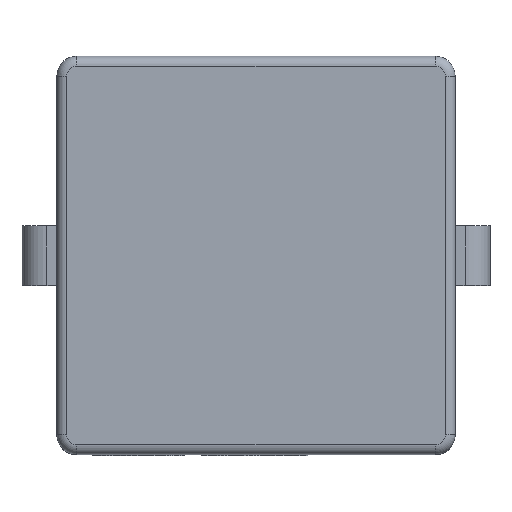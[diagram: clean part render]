
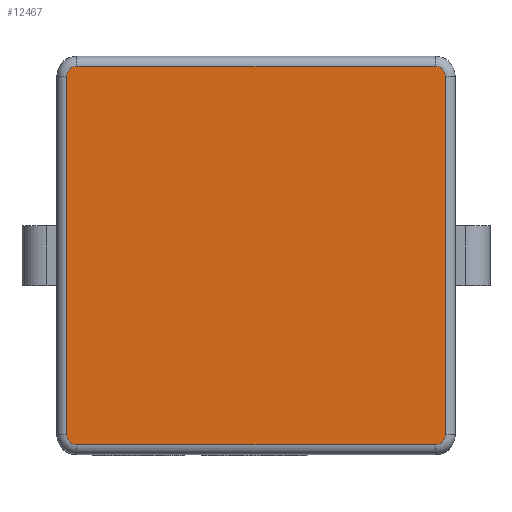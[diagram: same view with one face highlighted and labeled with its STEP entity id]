
A CAD part, top view. The second image highlights one B-rep face of the part: STEP entity #12467.
In plain terms, the highlighted planar face has unit normal (0, 0, 1).
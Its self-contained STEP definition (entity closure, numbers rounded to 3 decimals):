
#492 = VECTOR ( 'NONE', #4520, 1000. ) ;
#558 = DIRECTION ( 'NONE',  ( 1., 0., 0. ) ) ;
#734 = VERTEX_POINT ( 'NONE', #9079 ) ;
#760 = EDGE_CURVE ( 'NONE', #4494, #2882, #10202, .T. ) ;
#862 = AXIS2_PLACEMENT_3D ( 'NONE', #8353, #12477, #7467 ) ;
#1111 = CARTESIAN_POINT ( 'NONE',  ( -1.8, -1.8, 2. ) ) ;
#1260 = VECTOR ( 'NONE', #2807, 1000. ) ;
#1368 = LINE ( 'NONE', #10442, #492 ) ;
#1438 = EDGE_CURVE ( 'NONE', #1573, #10301, #4036, .T. ) ;
#1573 = VERTEX_POINT ( 'NONE', #6175 ) ;
#1608 = CARTESIAN_POINT ( 'NONE',  ( 1.9, -1.8, 2. ) ) ;
#1835 = CIRCLE ( 'NONE', #12876, 0.1 ) ;
#1959 = ORIENTED_EDGE ( 'NONE', *, *, #1438, .T. ) ;
#2141 = VECTOR ( 'NONE', #13305, 1000. ) ;
#2394 = CIRCLE ( 'NONE', #9995, 0.1 ) ;
#2608 = CIRCLE ( 'NONE', #862, 0.1 ) ;
#2745 = ORIENTED_EDGE ( 'NONE', *, *, #9639, .T. ) ;
#2764 = EDGE_CURVE ( 'NONE', #2882, #734, #1835, .T. ) ;
#2807 = DIRECTION ( 'NONE',  ( 0., -1., 0. ) ) ;
#2817 = DIRECTION ( 'NONE',  ( 1., 0., 0. ) ) ;
#2882 = VERTEX_POINT ( 'NONE', #7018 ) ;
#3385 = EDGE_CURVE ( 'NONE', #8782, #6137, #1368, .T. ) ;
#3384 = DIRECTION ( 'NONE',  ( 0., 0., 1. ) ) ;
#3653 = CARTESIAN_POINT ( 'NONE',  ( 1.8, -1.9, 2. ) ) ;
#3698 = LINE ( 'NONE', #12102, #1260 ) ;
#3852 = CARTESIAN_POINT ( 'NONE',  ( -1.8, -1.9, 2. ) ) ;
#3856 = ORIENTED_EDGE ( 'NONE', *, *, #760, .T. ) ;
#4036 = CIRCLE ( 'NONE', #12691, 0.1 ) ;
#4254 = EDGE_CURVE ( 'NONE', #734, #1573, #4279, .T. ) ;
#4279 = LINE ( 'NONE', #12603, #9322 ) ;
#4494 = VERTEX_POINT ( 'NONE', #1608 ) ;
#4520 = DIRECTION ( 'NONE',  ( 1., 0., 0. ) ) ;
#4603 = EDGE_CURVE ( 'NONE', #10467, #8782, #2394, .T. ) ;
#4909 = ORIENTED_EDGE ( 'NONE', *, *, #2764, .T. ) ;
#5225 = CARTESIAN_POINT ( 'NONE',  ( -1.9, -1.8, 2. ) ) ;
#5730 = CARTESIAN_POINT ( 'NONE',  ( 1.8, 1.8, 2. ) ) ;
#5738 = DIRECTION ( 'NONE',  ( 0., 0., 1. ) ) ;
#5884 = CARTESIAN_POINT ( 'NONE',  ( -1.8, 1.8, 2. ) ) ;
#6137 = VERTEX_POINT ( 'NONE', #3653 ) ;
#6175 = CARTESIAN_POINT ( 'NONE',  ( -1.8, 1.9, 2. ) ) ;
#6205 = PLANE ( 'NONE',  #11350 ) ;
#6277 = CARTESIAN_POINT ( 'NONE',  ( -1.9, 1.8, 2. ) ) ;
#6598 = DIRECTION ( 'NONE',  ( 1., 0., 0. ) ) ;
#7018 = CARTESIAN_POINT ( 'NONE',  ( 1.9, 1.8, 2. ) ) ;
#7467 = DIRECTION ( 'NONE',  ( 1., 0., 0. ) ) ;
#7575 = EDGE_CURVE ( 'NONE', #10301, #10467, #3698, .T. ) ;
#8088 = ORIENTED_EDGE ( 'NONE', *, *, #4254, .T. ) ;
#8283 = DIRECTION ( 'NONE',  ( -1., 0., 0. ) ) ;
#8353 = CARTESIAN_POINT ( 'NONE',  ( 1.8, -1.8, 2. ) ) ;
#8387 = DIRECTION ( 'NONE',  ( 1., 0., 0. ) ) ;
#8466 = ORIENTED_EDGE ( 'NONE', *, *, #4603, .T. ) ;
#8782 = VERTEX_POINT ( 'NONE', #3852 ) ;
#9079 = CARTESIAN_POINT ( 'NONE',  ( 1.8, 1.9, 2. ) ) ;
#9166 = CARTESIAN_POINT ( 'NONE',  ( 1.9, 1.8, 2. ) ) ;
#9322 = VECTOR ( 'NONE', #8283, 1000. ) ;
#9639 = EDGE_CURVE ( 'NONE', #6137, #4494, #2608, .T. ) ;
#9786 = CARTESIAN_POINT ( 'NONE',  ( 0., 0., 2. ) ) ;
#9995 = AXIS2_PLACEMENT_3D ( 'NONE', #1111, #12391, #8387 ) ;
#10202 = LINE ( 'NONE', #9166, #2141 ) ;
#10205 = EDGE_LOOP ( 'NONE', ( #3856, #4909, #8088, #1959, #11052, #8466, #13084, #2745 ) ) ;
#10301 = VERTEX_POINT ( 'NONE', #6277 ) ;
#10442 = CARTESIAN_POINT ( 'NONE',  ( 1.8, -1.9, 2. ) ) ;
#10467 = VERTEX_POINT ( 'NONE', #5225 ) ;
#11052 = ORIENTED_EDGE ( 'NONE', *, *, #7575, .T. ) ;
#11350 = AXIS2_PLACEMENT_3D ( 'NONE', #9786, #3384, #6598 ) ;
#11418 = FACE_OUTER_BOUND ( 'NONE', #10205, .T. ) ;
#12102 = CARTESIAN_POINT ( 'NONE',  ( -1.9, -1.8, 2. ) ) ;
#12391 = DIRECTION ( 'NONE',  ( 0., 0., 1. ) ) ;
#12467 = ADVANCED_FACE ( 'NONE', ( #11418 ), #6205, .T. ) ;
#12477 = DIRECTION ( 'NONE',  ( 0., 0., 1. ) ) ;
#12603 = CARTESIAN_POINT ( 'NONE',  ( -1.8, 1.9, 2. ) ) ;
#12691 = AXIS2_PLACEMENT_3D ( 'NONE', #5884, #5738, #2817 ) ;
#12876 = AXIS2_PLACEMENT_3D ( 'NONE', #5730, #12981, #558 ) ;
#12981 = DIRECTION ( 'NONE',  ( 0., 0., 1. ) ) ;
#13084 = ORIENTED_EDGE ( 'NONE', *, *, #3385, .T. ) ;
#13305 = DIRECTION ( 'NONE',  ( 0., 1., 0. ) ) ;
